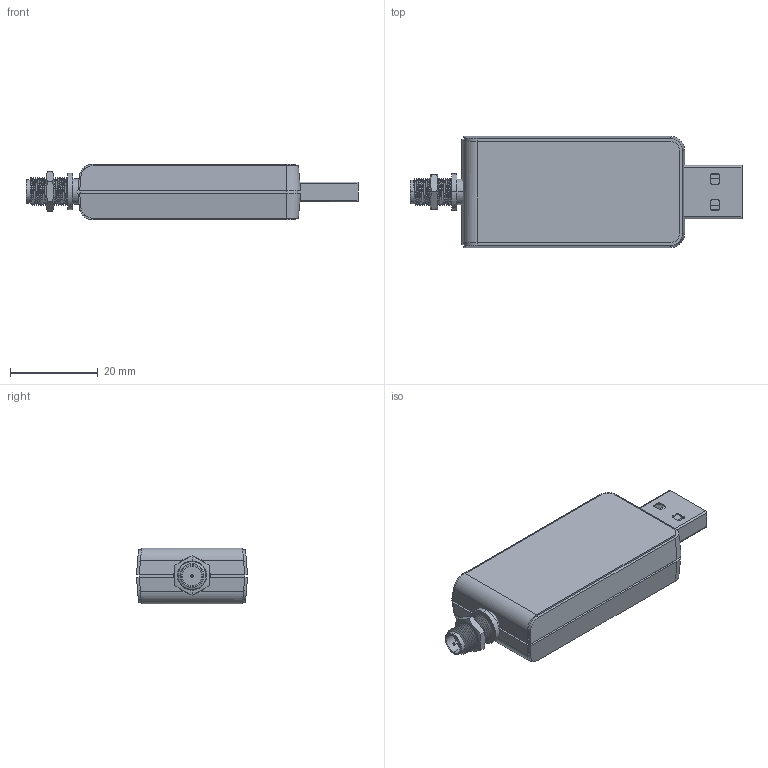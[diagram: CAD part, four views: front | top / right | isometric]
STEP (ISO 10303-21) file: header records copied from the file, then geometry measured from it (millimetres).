
FILE_DESCRIPTION((''),'2;1');
FILE_NAME('201005_ASSEMBLY_ASM','2012-07-02T',('mboyer'),(''),'PRO/ENGINEER BY PARAMETRIC TECHNOLOGY CORPORATION, 2010180','PRO/ENGINEER BY PARAMETRIC TECHNOLOGY CORPORATION, 2010180','');
FILE_SCHEMA(('AUTOMOTIVE_DESIGN_CC2 { 1 2 10303 214 -1 1 5 2 }'));
Length unit declared in the file: inch
Products named in the file (4): 201005_BASE; 201005_COVER; 201005_PCB-COAX; 201005_ASSEMBLY_ASM
Assembly tree (3 placements, depth 2):
  201005_ASSEMBLY_ASM
    201005_BASE
    201005_COVER
    201005_PCB-COAX
Bounding box: 75.72 x 25.36 x 12.7 mm (x, y, z)
Volume: 7610.4 mm3; surface area: 12572 mm2
Topology: 3 solids, 3 shells, 369 faces, 1021 edges, 668 vertices
Faces by surface type: plane 217, cylinder 96, cone 24, bspline 22, torus 10
Entity records: 35790 total; most frequent: CARTESIAN_POINT 22927, ORIENTED_EDGE 2042, DIRECTION 1808, PRESENTATION_STYLE_ASSIGNMENT 1057, STYLED_ITEM 1024, CURVE_STYLE 1021, EDGE_CURVE 1021, VECTOR 670
